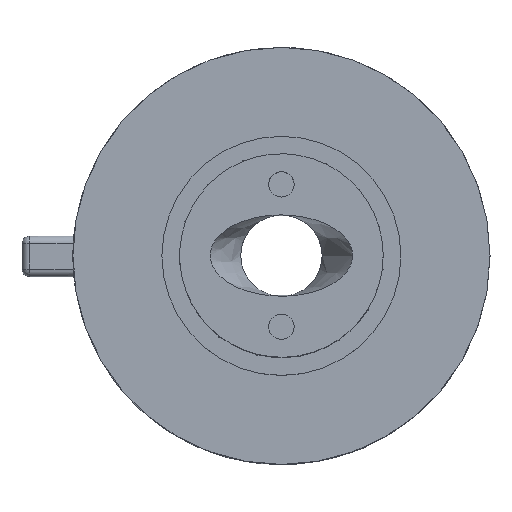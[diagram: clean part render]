
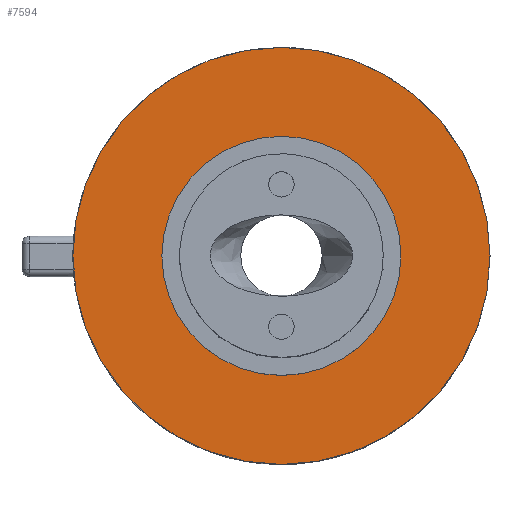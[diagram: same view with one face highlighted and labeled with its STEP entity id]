
A CAD part, top view. The second image highlights one B-rep face of the part: STEP entity #7594.
In plain terms, the highlighted planar face has unit normal (0, 0, 1).
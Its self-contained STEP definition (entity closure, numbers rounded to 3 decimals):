
#21=FACE_BOUND('',#1777,.T.);
#37=PLANE('',#8855);
#1344=FACE_OUTER_BOUND('',#1776,.T.);
#1776=EDGE_LOOP('',(#6074));
#1777=EDGE_LOOP('',(#6075));
#2234=CIRCLE('',#8120,11.75);
#2597=CIRCLE('',#8487,20.5);
#3062=VERTEX_POINT('',#12572);
#3425=VERTEX_POINT('',#13304);
#3942=EDGE_CURVE('',#3062,#3062,#2234,.T.);
#4306=EDGE_CURVE('',#3425,#3425,#2597,.T.);
#6074=ORIENTED_EDGE('',*,*,#4306,.F.);
#6075=ORIENTED_EDGE('',*,*,#3942,.T.);
#7594=ADVANCED_FACE('',(#1344,#21),#37,.F.);
#8120=AXIS2_PLACEMENT_3D('',#12574,#9569,#9570);
#8487=AXIS2_PLACEMENT_3D('',#13305,#10304,#10305);
#8855=AXIS2_PLACEMENT_3D('',#14039,#11043,#11044);
#9569=DIRECTION('center_axis',(0.,0.,-1.));
#9570=DIRECTION('ref_axis',(1.,0.,0.));
#10304=DIRECTION('center_axis',(0.,0.,-1.));
#10305=DIRECTION('ref_axis',(-1.,0.,0.));
#11043=DIRECTION('center_axis',(0.,0.,-1.));
#11044=DIRECTION('ref_axis',(-1.,0.,0.));
#12572=CARTESIAN_POINT('',(-11.741,0.023,1.5));
#12574=CARTESIAN_POINT('Origin',(0.009,0.023,
1.5));
#13304=CARTESIAN_POINT('',(20.509,0.023,1.5));
#13305=CARTESIAN_POINT('Origin',(0.009,0.023,
1.5));
#14039=CARTESIAN_POINT('Origin',(0.009,0.023,
1.5));
